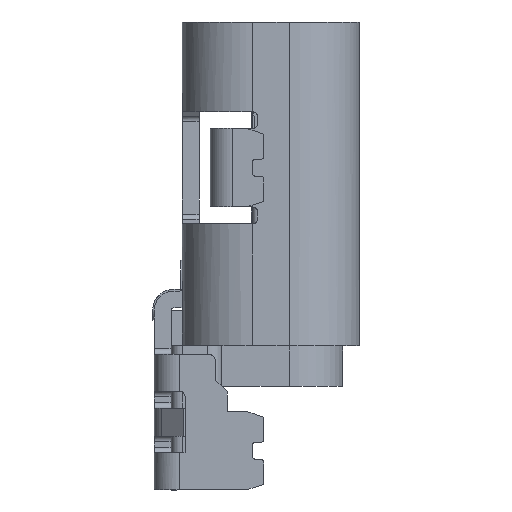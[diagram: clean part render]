
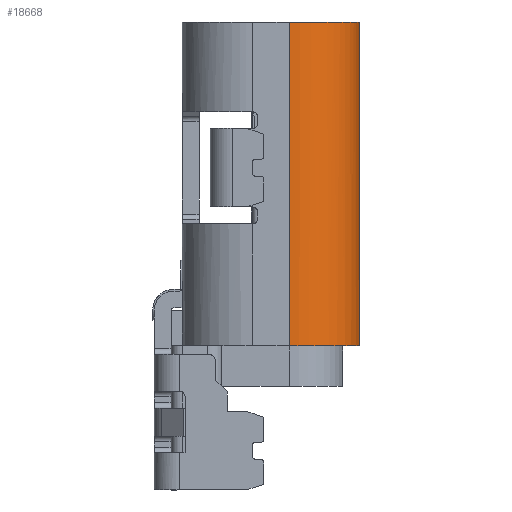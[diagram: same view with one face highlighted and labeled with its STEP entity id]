
A CAD part, left-side view. The second image highlights one B-rep face of the part: STEP entity #18668.
In plain terms, the highlighted cylindrical face has radius 1.25 mm (diameter 2.5 mm), a partial arc.
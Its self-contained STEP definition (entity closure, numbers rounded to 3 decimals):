
#934 = CARTESIAN_POINT ( 'NONE',  ( -3.636, -2.293, -3.175 ) ) ;
#1049 = CARTESIAN_POINT ( 'NONE',  ( -3.946, -2.136, -3.175 ) ) ;
#2662 = LINE ( 'NONE', #15351, #31884 ) ;
#3904 = CARTESIAN_POINT ( 'NONE',  ( -3.23, -2.36, -3.175 ) ) ;
#3933 = FACE_OUTER_BOUND ( 'NONE', #15576, .T. ) ;
#5296 = LINE ( 'NONE', #6045, #26089 ) ;
#5803 = AXIS2_PLACEMENT_3D ( 'NONE', #22118, #27927, #30552 ) ;
#6045 = CARTESIAN_POINT ( 'NONE',  ( -4.48, -1.11, -0.288 ) ) ;
#6739 = CARTESIAN_POINT ( 'NONE',  ( -4.023, -2.077, -3.175 ) ) ;
#7208 = CARTESIAN_POINT ( 'NONE',  ( -4.48, -1.294, -3.175 ) ) ;
#8029 = CARTESIAN_POINT ( 'NONE',  ( -3.997, -2.111, 2.6 ) ) ;
#8888 = DIRECTION ( 'NONE',  ( 0., 0., -1. ) ) ;
#9133 = EDGE_CURVE ( 'NONE', #30538, #12461, #2662, .T. ) ;
#9595 = CARTESIAN_POINT ( 'NONE',  ( -4.208, -1.897, -3.175 ) ) ;
#9830 = CARTESIAN_POINT ( 'NONE',  ( -4.044, -2.059, -3.175 ) ) ;
#10760 = CARTESIAN_POINT ( 'NONE',  ( -4.48, -1.11, 2.6 ) ) ;
#12024 = CARTESIAN_POINT ( 'NONE',  ( -4.48, -1.11, -3.175 ) ) ;
#12296 = CARTESIAN_POINT ( 'NONE',  ( -3.728, -2.259, -3.175 ) ) ;
#12461 = VERTEX_POINT ( 'NONE', #33087 ) ;
#13457 = CARTESIAN_POINT ( 'NONE',  ( -3.555, -2.328, 2.6 ) ) ;
#15201 = EDGE_CURVE ( 'NONE', #20327, #12461, #28608, .T. ) ;
#15351 = CARTESIAN_POINT ( 'NONE',  ( -3.23, -2.36, -0.288 ) ) ;
#15369 = CARTESIAN_POINT ( 'NONE',  ( -4.325, -1.715, -3.175 ) ) ;
#15576 = EDGE_LOOP ( 'NONE', ( #20279, #24361, #18305, #34985 ) ) ;
#15607 = CARTESIAN_POINT ( 'NONE',  ( -4.281, -1.789, -3.175 ) ) ;
#16529 = CARTESIAN_POINT ( 'NONE',  ( -3.861, -2.201, 2.6 ) ) ;
#17595 = CARTESIAN_POINT ( 'NONE',  ( -3.585, -2.309, -3.175 ) ) ;
#17833 = CARTESIAN_POINT ( 'NONE',  ( -3.411, -2.351, -3.175 ) ) ;
#18071 = CARTESIAN_POINT ( 'NONE',  ( -4.441, -1.469, -3.175 ) ) ;
#18305 = ORIENTED_EDGE ( 'NONE', *, *, #9133, .T. ) ;
#18668 = ADVANCED_FACE ( 'NONE', ( #3933 ), #33111, .T. ) ;
#19505 = CARTESIAN_POINT ( 'NONE',  ( -4.322, -1.741, 2.6 ) ) ;
#20279 = ORIENTED_EDGE ( 'NONE', *, *, #24986, .T. ) ;
#20327 = VERTEX_POINT ( 'NONE', #30305 ) ;
#20689 = CARTESIAN_POINT ( 'NONE',  ( -3.833, -2.21, -3.175 ) ) ;
#21292 = CARTESIAN_POINT ( 'NONE',  ( -4.48, -1.11, -3.175 ) ) ;
#22118 = CARTESIAN_POINT ( 'NONE',  ( -3.23, -1.11, 2.748 ) ) ;
#23324 = CARTESIAN_POINT ( 'NONE',  ( -3.533, -2.324, -3.175 ) ) ;
#23688 = CARTESIAN_POINT ( 'NONE',  ( -4., -2.095, -3.175 ) ) ;
#24037 = CARTESIAN_POINT ( 'NONE',  ( -4.119, -1.993, -3.175 ) ) ;
#24162 = CARTESIAN_POINT ( 'NONE',  ( -4.038, -2.064, -3.175 ) ) ;
#24361 = ORIENTED_EDGE ( 'NONE', *, *, #33870, .F. ) ;
#24986 = EDGE_CURVE ( 'NONE', #20327, #27805, #5296, .T. ) ;
#26089 = VECTOR ( 'NONE', #8888, 1000. ) ;
#26282 = CARTESIAN_POINT ( 'NONE',  ( -3.62, -2.298, -3.175 ) ) ;
#26437 = CARTESIAN_POINT ( 'NONE',  ( -3.23, -2.36, -3.175 ) ) ;
#27676 = CARTESIAN_POINT ( 'NONE',  ( -4.48, -1.276, 2.6 ) ) ;
#27805 = VERTEX_POINT ( 'NONE', #12024 ) ;
#27927 = DIRECTION ( 'NONE',  ( 0., 0., -1. ) ) ;
#28608 = B_SPLINE_CURVE_WITH_KNOTS ( 'NONE', 3,
 ( #10760, #27676, #30558, #19505, #30806, #8029, #16529, #13457, #30685, #33254 ),
 .UNSPECIFIED., .F., .F.,
 ( 4, 2, 2, 2, 4 ),
 ( 0., 0.25, 0.5, 0.75, 1. ),
 .UNSPECIFIED. ) ;
#29097 = B_SPLINE_CURVE_WITH_KNOTS ( 'NONE', 3,
 ( #3904, #34442, #17833, #23324, #17595, #26282, #934, #12296, #20689, #1049, #23688, #6739, #24162, #9830, #24037, #9595, #15607, #15369, #29500, #18071, #7208, #21292 ),
 .UNSPECIFIED., .F., .F.,
 ( 4, 1, 1, 2, 2, 1, 1, 1, 2, 2, 1, 2, 2, 4 ),
 ( 0., 0.125, 0.188, 0.219, 0.25, 0.375, 0.437, 0.469, 0.484, 0.5, 0.625, 0.688, 0.75, 1. ),
 .UNSPECIFIED. ) ;
#29500 = CARTESIAN_POINT ( 'NONE',  ( -4.345, -1.678, -3.175 ) ) ;
#29595 = DIRECTION ( 'NONE',  ( 0., 0., 1. ) ) ;
#30305 = CARTESIAN_POINT ( 'NONE',  ( -4.48, -1.11, 2.6 ) ) ;
#30538 = VERTEX_POINT ( 'NONE', #26437 ) ;
#30552 = DIRECTION ( 'NONE',  ( 0., 1., 0. ) ) ;
#30558 = CARTESIAN_POINT ( 'NONE',  ( -4.448, -1.436, 2.6 ) ) ;
#30685 = CARTESIAN_POINT ( 'NONE',  ( -3.396, -2.36, 2.6 ) ) ;
#30806 = CARTESIAN_POINT ( 'NONE',  ( -4.231, -1.877, 2.6 ) ) ;
#31884 = VECTOR ( 'NONE', #29595, 1000. ) ;
#33087 = CARTESIAN_POINT ( 'NONE',  ( -3.23, -2.36, 2.6 ) ) ;
#33111 = CYLINDRICAL_SURFACE ( 'NONE', #5803, 1.25 ) ;
#33254 = CARTESIAN_POINT ( 'NONE',  ( -3.23, -2.36, 2.6 ) ) ;
#33870 = EDGE_CURVE ( 'NONE', #30538, #27805, #29097, .T. ) ;
#34442 = CARTESIAN_POINT ( 'NONE',  ( -3.303, -2.36, -3.175 ) ) ;
#34985 = ORIENTED_EDGE ( 'NONE', *, *, #15201, .F. ) ;
